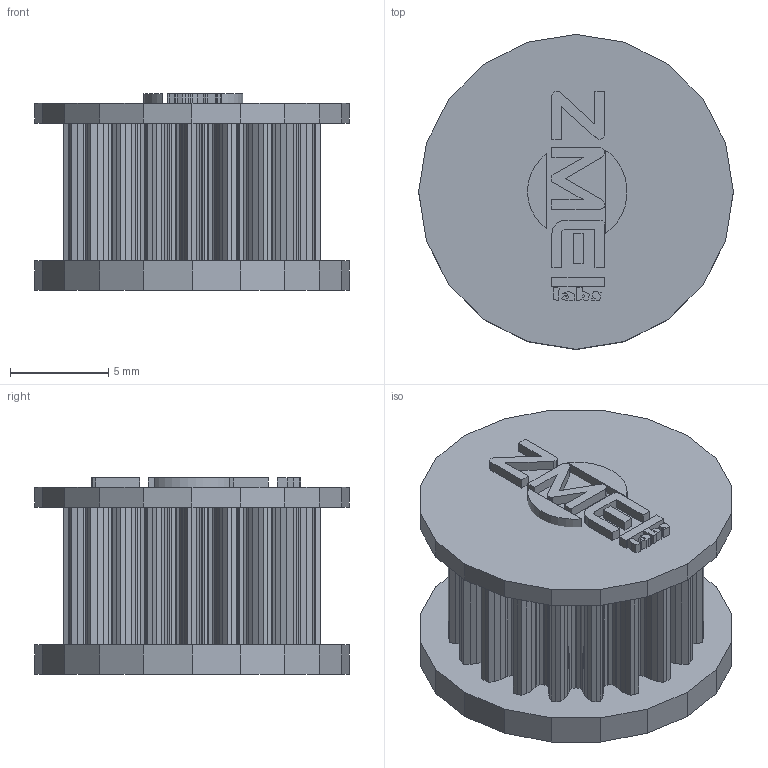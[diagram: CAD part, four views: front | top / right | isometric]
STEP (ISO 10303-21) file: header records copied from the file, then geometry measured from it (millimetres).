
FILE_DESCRIPTION(/* description */ (''),/* implementation_level */ '2;1');
FILE_NAME(/* name */ '00_Gears_For_GT02_Arduino.ipt.step',/* time_stamp */ '2022-11-29T07:40:41+01:00',/* author */ ('diederichbenedict'),/* organization */ (''),/* preprocessor_version */ 'ST-DEVELOPER v18.1',/* originating_system */ 'Autodesk Inventor 2022',/* authorisation */ '');
FILE_SCHEMA (('AUTOMOTIVE_DESIGN { 1 0 10303 214 3 1 1 }'));
Length unit declared in the file: millimetre
Products named in the file (1): 00_Gears_For_GT02_Arduino
Bounding box: 16 x 16 x 10 mm (x, y, z)
Volume: 58.4 mm3; surface area: 1541.5 mm2
Topology: 2 solids, 3 shells, 525 faces, 1480 edges, 975 vertices
Faces by surface type: plane 523, cylinder 2
Entity records: 17124 total; most frequent: CARTESIAN_POINT 2981, ORIENTED_EDGE 2960, DIRECTION 2536, EDGE_CURVE 1480, LINE 1476, VECTOR 1476, VERTEX_POINT 975, EDGE_LOOP 539
